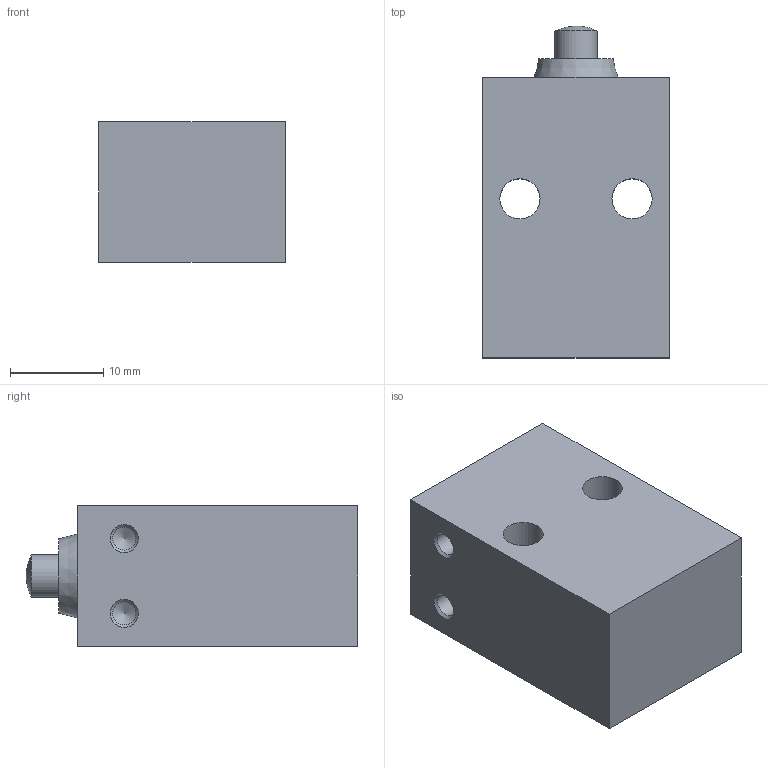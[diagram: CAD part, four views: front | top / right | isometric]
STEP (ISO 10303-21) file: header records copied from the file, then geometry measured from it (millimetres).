
FILE_DESCRIPTION(/* description */ ('STEP AP214'),/* implementation_level */ '2;1');
FILE_NAME(/* name */ '3626_V-3-M5',/* time_stamp */ '2024-09-10T12:19:49+02:00',/* author */ ('License CC BY-ND 4.0'),/* organization */ ('CADENAS'),/* preprocessor_version */ 'ST-DEVELOPER v19.3',/* originating_system */ 'PARTsolutions',/* authorisation */ ' ');
FILE_SCHEMA (('AUTOMOTIVE_DESIGN {1 0 10303 214 3 1 1}'));
Length unit declared in the file: millimetre
Products named in the file (1): 3626 V-3-M5---(0)
Bounding box: 20 x 35.5 x 15 mm (x, y, z)
Volume: 8477.6 mm3; surface area: 3405.2 mm2
Topology: 1 solids, 1 shells, 24 faces, 53 edges, 34 vertices
Faces by surface type: plane 9, cylinder 7, cone 7, sphere 1
Full cylindrical faces by diameter (mm): 2.459 x2, 4.134 x2, 4.3 x2, 4.5 x1
Entity records: 582 total; most frequent: DIRECTION 102, CARTESIAN_POINT 87, ORIENTED_EDGE 64, FACE_BOUND 48, EDGE_LOOP 46, AXIS2_PLACEMENT_3D 45, EDGE_CURVE 32, VERTEX_POINT 30
